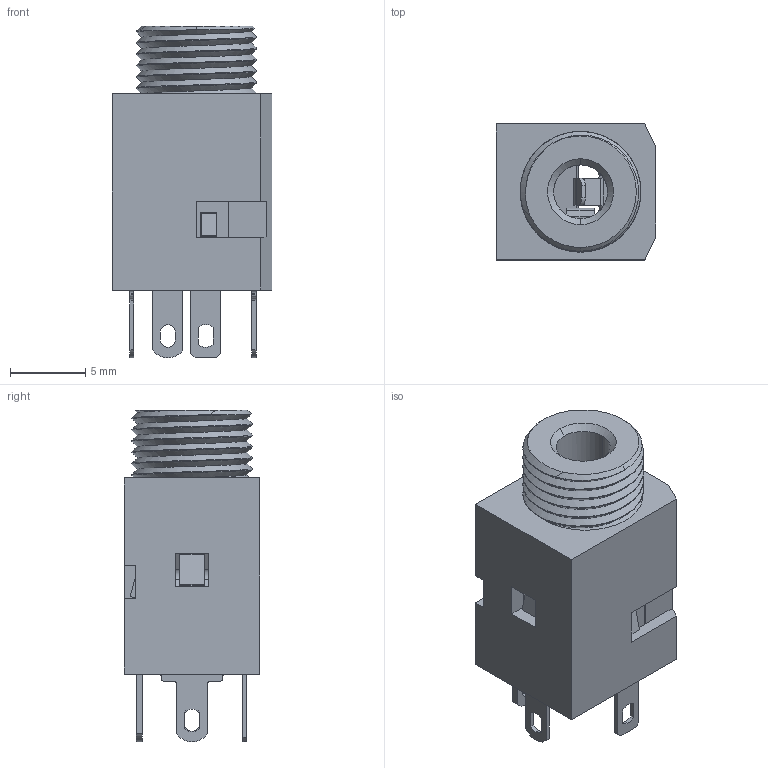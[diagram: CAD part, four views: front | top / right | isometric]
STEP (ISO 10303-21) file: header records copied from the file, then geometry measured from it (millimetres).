
FILE_DESCRIPTION (( 'STEP AP214' ), '1' );
FILE_NAME ('Same_Sky_SJ3-35053B.step', '2024-10-01T21:04:28', ( '' ), ( '' ), 'SwSTEP 2.0', 'SolidWorks 2024', '' );
FILE_SCHEMA (( 'AUTOMOTIVE_DESIGN' ));
Length unit declared in the file: inch
Products named in the file (1): Same_Sky_SJ3-35053B
Bounding box: 10.6 x 9 x 22 mm (x, y, z)
Volume: 813 mm3; surface area: 2130.9 mm2
Topology: 5 solids, 5 shells, 498 faces, 1354 edges, 867 vertices
Faces by surface type: plane 339, cylinder 117, bspline 32, cone 6, sphere 4
Entity records: 19669 total; most frequent: CARTESIAN_POINT 7213, ORIENTED_EDGE 2708, DIRECTION 2347, EDGE_CURVE 1354, VECTOR 1035, LINE 1035, VERTEX_POINT 867, AXIS2_PLACEMENT_3D 656
